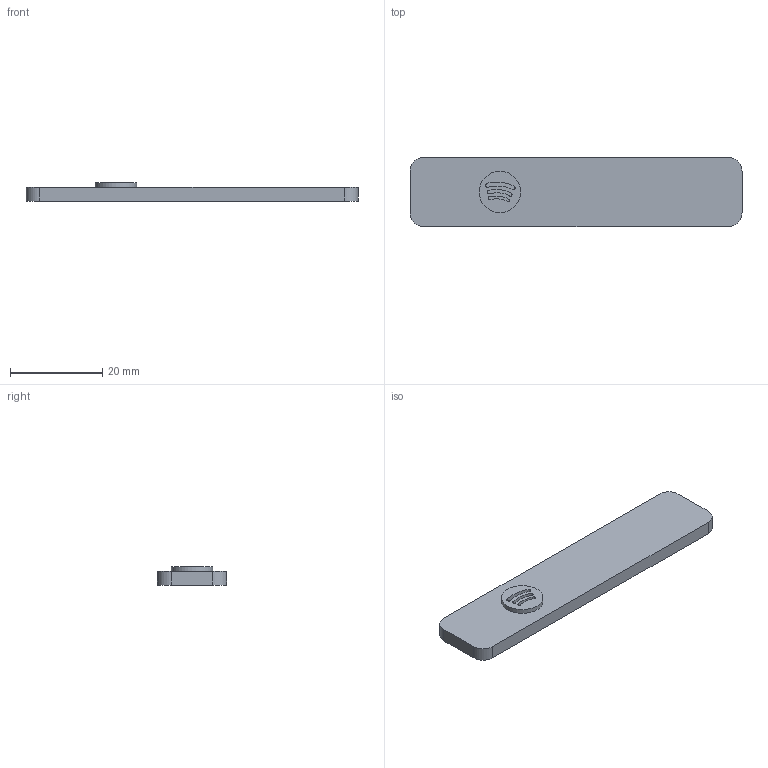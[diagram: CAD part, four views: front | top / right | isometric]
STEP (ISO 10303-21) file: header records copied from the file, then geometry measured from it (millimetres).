
FILE_DESCRIPTION(/* description */ ('STEP AP242'),/* implementation_level */ '2;1');
FILE_NAME(/* name */ 'blank.step',/* time_stamp */ '2025-05-13T22:22:32-04:00',/* author */ (''),/* organization */ (''),/* preprocessor_version */ 'ST-DEVELOPER v20.1',/* originating_system */ 'Autodesk Translation Framework v14.4.0.0',/* authorisation */ '');
FILE_SCHEMA (('AUTOMOTIVE_DESIGN { 1 0 10303 214 3 1 1 }'));
Length unit declared in the file: metre
Products named in the file (1): Part 1
Bounding box: 72 x 15 x 4 mm (x, y, z)
Volume: 3269 mm3; surface area: 2715.5 mm2
Topology: 1 solids, 1 shells, 18 faces, 36 edges, 24 vertices
Faces by surface type: plane 10, cylinder 5, bspline 3
Full cylindrical faces by diameter (mm): 9 x1
Entity records: 752 total; most frequent: CARTESIAN_POINT 334, ORIENTED_EDGE 72, DIRECTION 72, EDGE_CURVE 36, AXIS2_PLACEMENT_3D 26, VERTEX_POINT 24, EDGE_LOOP 22, LINE 20
